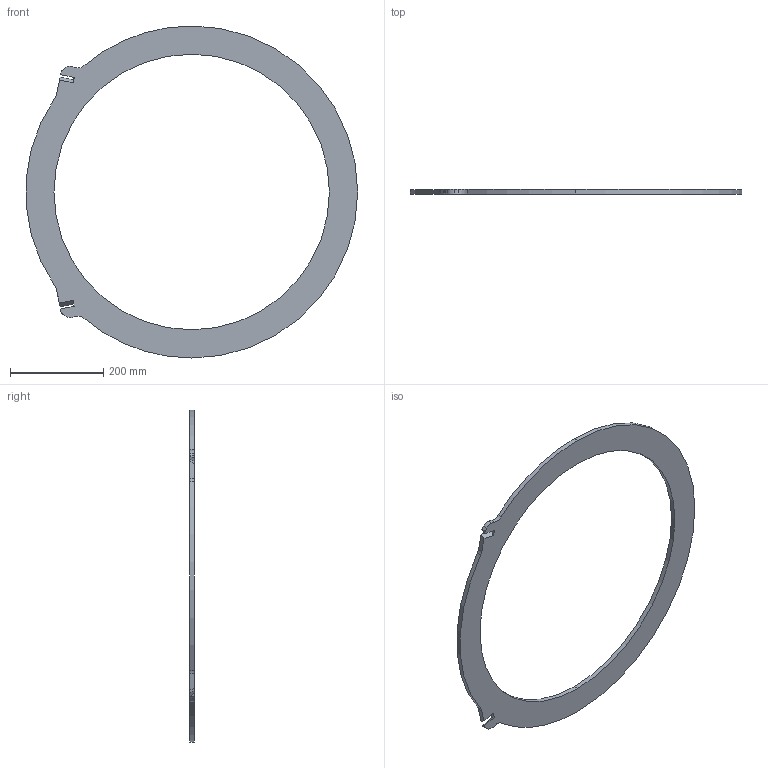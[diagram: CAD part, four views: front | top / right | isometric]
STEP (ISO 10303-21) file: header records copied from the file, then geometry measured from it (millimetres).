
FILE_DESCRIPTION (( 'STEP AP203' ), '1' );
FILE_NAME ('Circular Base.STEP', '2012-11-06T02:15:08', ( '' ), ( '' ), 'SwSTEP 2.0', 'SolidWorks 2011', '' );
FILE_SCHEMA (( 'CONFIG_CONTROL_DESIGN' ));
Length unit declared in the file: millimetre
Products named in the file (1): Circular Base
Bounding box: 709.68 x 10 x 711 mm (x, y, z)
Volume: 1252430.1 mm3; surface area: 293208.6 mm2
Topology: 1 solids, 1 shells, 28 faces, 77 edges, 51 vertices
Faces by surface type: cylinder 16, plane 12
Entity records: 986 total; most frequent: DIRECTION 166, CARTESIAN_POINT 160, ORIENTED_EDGE 154, EDGE_CURVE 77, AXIS2_PLACEMENT_3D 61, VERTEX_POINT 51, VECTOR 44, LINE 44
